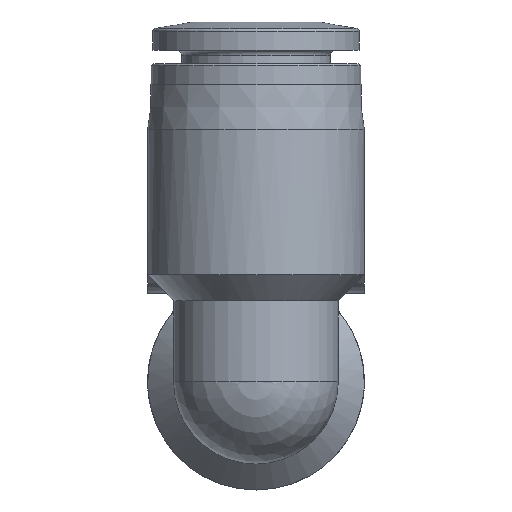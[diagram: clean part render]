
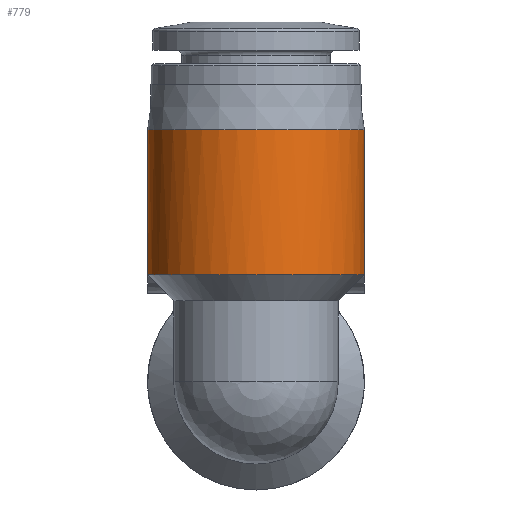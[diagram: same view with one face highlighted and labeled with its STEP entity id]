
A CAD part, left-side view. The second image highlights one B-rep face of the part: STEP entity #779.
In plain terms, the highlighted cylindrical face has radius 7.25 mm (diameter 14.5 mm), a full revolution.
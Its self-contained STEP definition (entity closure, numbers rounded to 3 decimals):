
#45=B_SPLINE_CURVE_WITH_KNOTS('',3,(#1154,#1155,#1156,#1157,#1158,#1159,
#1160,#1161,#1162,#1163,#1164,#1165,#1166,#1167,#1168,#1169,#1170),
 .UNSPECIFIED.,.F.,.F.,(4,1,1,1,1,1,1,1,1,1,1,1,1,1,4),(0.004,
0.004,0.005,0.006,0.007,
0.008,0.009,0.011,0.013,
0.014,0.015,0.016,0.017,
0.018,0.019),.UNSPECIFIED.);
#75=ORIENTED_EDGE('',*,*,#178,.F.);
#76=ORIENTED_EDGE('',*,*,#179,.F.);
#77=ORIENTED_EDGE('',*,*,#175,.T.);
#175=EDGE_CURVE('',#227,#226,#267,.T.);
#178=EDGE_CURVE('',#228,#228,#269,.T.);
#179=EDGE_CURVE('',#227,#226,#45,.T.);
#226=VERTEX_POINT('',#1143);
#227=VERTEX_POINT('',#1145);
#228=VERTEX_POINT('',#1153);
#267=CIRCLE('',#832,7.25);
#269=CIRCLE('',#835,7.25);
#310=EDGE_LOOP('',(#75));
#311=EDGE_LOOP('',(#76,#77));
#389=FACE_BOUND('',#310,.T.);
#390=FACE_BOUND('',#311,.T.);
#464=CYLINDRICAL_SURFACE('',#834,7.25);
#779=ADVANCED_FACE('',(#389,#390),#464,.T.);
#832=AXIS2_PLACEMENT_3D('',#1144,#931,#932);
#834=AXIS2_PLACEMENT_3D('',#1151,#935,#936);
#835=AXIS2_PLACEMENT_3D('',#1152,#937,#938);
#931=DIRECTION('',(0.,0.,1.));
#932=DIRECTION('',(1.,0.,0.));
#935=DIRECTION('',(0.,0.,1.));
#936=DIRECTION('',(1.,0.,0.));
#937=DIRECTION('',(0.,0.,1.));
#938=DIRECTION('',(1.,0.,0.));
#1143=CARTESIAN_POINT('',(6.463,-3.285,7.15));
#1144=CARTESIAN_POINT('',(0.,0.,7.15));
#1145=CARTESIAN_POINT('',(6.463,3.285,7.15));
#1151=CARTESIAN_POINT('',(0.,0.,24.05));
#1152=CARTESIAN_POINT('',(0.,0.,16.85));
#1153=CARTESIAN_POINT('',(7.25,0.,16.85));
#1154=CARTESIAN_POINT('',(6.463,3.285,7.15));
#1155=CARTESIAN_POINT('',(6.338,3.53,7.324));
#1156=CARTESIAN_POINT('',(6.08,3.965,7.761));
#1157=CARTESIAN_POINT('',(5.85,4.282,8.697));
#1158=CARTESIAN_POINT('',(5.958,4.137,9.706));
#1159=CARTESIAN_POINT('',(6.315,3.59,10.479));
#1160=CARTESIAN_POINT('',(6.701,2.816,10.962));
#1161=CARTESIAN_POINT('',(7.115,1.63,11.329));
#1162=CARTESIAN_POINT('',(7.339,0.002,11.456));
#1163=CARTESIAN_POINT('',(7.118,-1.618,11.331));
#1164=CARTESIAN_POINT('',(6.704,-2.812,10.964));
#1165=CARTESIAN_POINT('',(6.316,-3.588,10.481));
#1166=CARTESIAN_POINT('',(5.961,-4.134,9.713));
#1167=CARTESIAN_POINT('',(5.849,-4.283,8.705));
#1168=CARTESIAN_POINT('',(6.079,-3.966,7.762));
#1169=CARTESIAN_POINT('',(6.337,-3.532,7.325));
#1170=CARTESIAN_POINT('',(6.463,-3.285,7.15));
